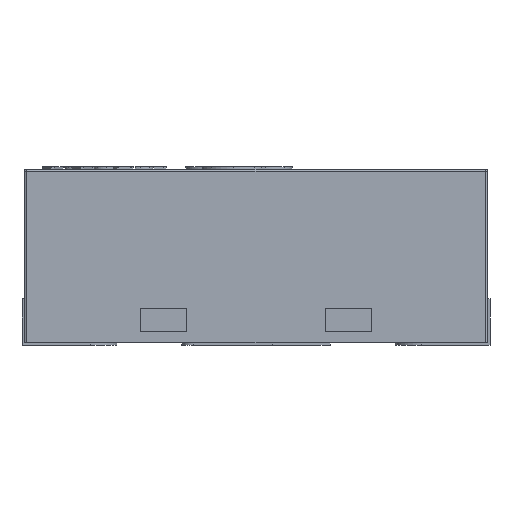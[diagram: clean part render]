
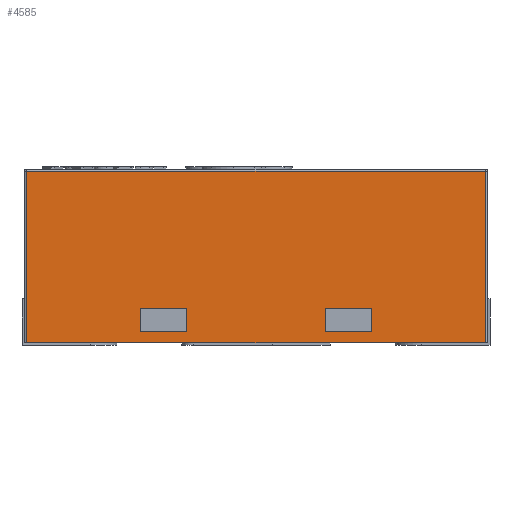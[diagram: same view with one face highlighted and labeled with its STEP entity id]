
A CAD part, left-side view. The second image highlights one B-rep face of the part: STEP entity #4585.
In plain terms, the highlighted planar face has unit normal (-1, 0, 0).
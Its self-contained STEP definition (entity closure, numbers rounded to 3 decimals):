
#3 = VERTEX_POINT ( 'NONE', #6107 ) ;
#242 = VECTOR ( 'NONE', #1600, 1000. ) ;
#869 = DIRECTION ( 'NONE',  ( 0., -1., 0. ) ) ;
#1106 = VECTOR ( 'NONE', #5257, 1000. ) ;
#1169 = LINE ( 'NONE', #9659, #14245 ) ;
#1498 = VECTOR ( 'NONE', #17136, 1000. ) ;
#1510 = CARTESIAN_POINT ( 'NONE',  ( -1., -0.5, -0.6 ) ) ;
#1555 = EDGE_CURVE ( 'NONE', #12980, #10012, #1769, .T. ) ;
#1600 = DIRECTION ( 'NONE',  ( 0., 1., 0. ) ) ;
#1718 = CARTESIAN_POINT ( 'NONE',  ( -1., -0.3, -0.6 ) ) ;
#1769 = LINE ( 'NONE', #13357, #5025 ) ;
#2066 = DIRECTION ( 'NONE',  ( -1., 0., 0. ) ) ;
#2082 = EDGE_LOOP ( 'NONE', ( #4804, #18630, #14375, #12802 ) ) ;
#2917 = EDGE_CURVE ( 'NONE', #7243, #9131, #16463, .T. ) ;
#3465 = DIRECTION ( 'NONE',  ( 0., 0., -1. ) ) ;
#3647 = VECTOR ( 'NONE', #3745, 1000. ) ;
#3745 = DIRECTION ( 'NONE',  ( 0., 0., 1. ) ) ;
#3892 = CARTESIAN_POINT ( 'NONE',  ( -1., -0.99, -0.75 ) ) ;
#3927 = LINE ( 'NONE', #7827, #1106 ) ;
#3936 = DIRECTION ( 'NONE',  ( 0., 1., 0. ) ) ;
#4253 = VECTOR ( 'NONE', #4422, 1000. ) ;
#4389 = EDGE_CURVE ( 'NONE', #14347, #4704, #17080, .T. ) ;
#4422 = DIRECTION ( 'NONE',  ( 0., 0., 1. ) ) ;
#4585 = ADVANCED_FACE ( 'NONE', ( #9037, #5978, #11756 ), #7394, .T. ) ;
#4704 = VERTEX_POINT ( 'NONE', #8427 ) ;
#4804 = ORIENTED_EDGE ( 'NONE', *, *, #17425, .T. ) ;
#4994 = DIRECTION ( 'NONE',  ( 0., 0., -1. ) ) ;
#5025 = VECTOR ( 'NONE', #3465, 1000. ) ;
#5132 = ORIENTED_EDGE ( 'NONE', *, *, #9045, .T. ) ;
#5257 = DIRECTION ( 'NONE',  ( 0., 1., 0. ) ) ;
#5774 = AXIS2_PLACEMENT_3D ( 'NONE', #16298, #2066, #13822 ) ;
#5887 = CARTESIAN_POINT ( 'NONE',  ( -1., 0.5, -0.6 ) ) ;
#5978 = FACE_BOUND ( 'NONE', #2082, .T. ) ;
#6107 = CARTESIAN_POINT ( 'NONE',  ( -1., -0.99, -0.75 ) ) ;
#6201 = CARTESIAN_POINT ( 'NONE',  ( -1., 0.5, -0.7 ) ) ;
#6356 = VECTOR ( 'NONE', #6931, 1000. ) ;
#6391 = EDGE_CURVE ( 'NONE', #8187, #7243, #11567, .T. ) ;
#6746 = EDGE_CURVE ( 'NONE', #9131, #14579, #3927, .T. ) ;
#6931 = DIRECTION ( 'NONE',  ( 0., 0., 1. ) ) ;
#7243 = VERTEX_POINT ( 'NONE', #12425 ) ;
#7356 = CARTESIAN_POINT ( 'NONE',  ( -1., -0.3, -0.6 ) ) ;
#7394 = PLANE ( 'NONE',  #5774 ) ;
#7398 = VERTEX_POINT ( 'NONE', #1510 ) ;
#7602 = VERTEX_POINT ( 'NONE', #1718 ) ;
#7827 = CARTESIAN_POINT ( 'NONE',  ( -1., 0.5, -0.7 ) ) ;
#7930 = CARTESIAN_POINT ( 'NONE',  ( -1., -0.5, -0.6 ) ) ;
#8187 = VERTEX_POINT ( 'NONE', #11025 ) ;
#8427 = CARTESIAN_POINT ( 'NONE',  ( -1., -0.3, -0.7 ) ) ;
#8623 = ORIENTED_EDGE ( 'NONE', *, *, #9484, .T. ) ;
#8673 = CARTESIAN_POINT ( 'NONE',  ( -1., 0.99, -0.01 ) ) ;
#9037 = FACE_BOUND ( 'NONE', #18445, .T. ) ;
#9045 = EDGE_CURVE ( 'NONE', #14188, #12980, #1169, .T. ) ;
#9131 = VERTEX_POINT ( 'NONE', #15973 ) ;
#9484 = EDGE_CURVE ( 'NONE', #3, #14188, #14227, .T. ) ;
#9659 = CARTESIAN_POINT ( 'NONE',  ( -1., 1., -0.01 ) ) ;
#10012 = VERTEX_POINT ( 'NONE', #11366 ) ;
#10693 = DIRECTION ( 'NONE',  ( 0., 0., -1. ) ) ;
#10967 = EDGE_CURVE ( 'NONE', #10012, #3, #18753, .T. ) ;
#11025 = CARTESIAN_POINT ( 'NONE',  ( -1., 0.5, -0.6 ) ) ;
#11035 = CARTESIAN_POINT ( 'NONE',  ( -1., -0.5, -0.6 ) ) ;
#11213 = CARTESIAN_POINT ( 'NONE',  ( -1., -0.5, -0.7 ) ) ;
#11317 = EDGE_CURVE ( 'NONE', #4704, #7602, #15971, .T. ) ;
#11328 = CARTESIAN_POINT ( 'NONE',  ( -1., -0.5, -0.7 ) ) ;
#11366 = CARTESIAN_POINT ( 'NONE',  ( -1., 0.99, -0.75 ) ) ;
#11567 = LINE ( 'NONE', #5887, #13558 ) ;
#11657 = DIRECTION ( 'NONE',  ( 0., -1., 0. ) ) ;
#11756 = FACE_OUTER_BOUND ( 'NONE', #15193, .T. ) ;
#11962 = ORIENTED_EDGE ( 'NONE', *, *, #2917, .T. ) ;
#12050 = EDGE_CURVE ( 'NONE', #7398, #14347, #12387, .T. ) ;
#12114 = EDGE_CURVE ( 'NONE', #14579, #8187, #12201, .T. ) ;
#12201 = LINE ( 'NONE', #18261, #3647 ) ;
#12297 = ORIENTED_EDGE ( 'NONE', *, *, #1555, .T. ) ;
#12387 = LINE ( 'NONE', #7930, #12437 ) ;
#12425 = CARTESIAN_POINT ( 'NONE',  ( -1., 0.3, -0.6 ) ) ;
#12437 = VECTOR ( 'NONE', #10693, 1000. ) ;
#12802 = ORIENTED_EDGE ( 'NONE', *, *, #11317, .T. ) ;
#12913 = VECTOR ( 'NONE', #4994, 1000. ) ;
#12980 = VERTEX_POINT ( 'NONE', #8673 ) ;
#13357 = CARTESIAN_POINT ( 'NONE',  ( -1., 0.99, -0.75 ) ) ;
#13558 = VECTOR ( 'NONE', #11657, 1000. ) ;
#13560 = CARTESIAN_POINT ( 'NONE',  ( -1., 0.3, -0.6 ) ) ;
#13822 = DIRECTION ( 'NONE',  ( 0., -1., 0. ) ) ;
#14188 = VERTEX_POINT ( 'NONE', #17502 ) ;
#14200 = CARTESIAN_POINT ( 'NONE',  ( -1., 1., -0.75 ) ) ;
#14227 = LINE ( 'NONE', #3892, #6356 ) ;
#14245 = VECTOR ( 'NONE', #3936, 1000. ) ;
#14347 = VERTEX_POINT ( 'NONE', #11328 ) ;
#14375 = ORIENTED_EDGE ( 'NONE', *, *, #4389, .T. ) ;
#14579 = VERTEX_POINT ( 'NONE', #6201 ) ;
#15193 = EDGE_LOOP ( 'NONE', ( #15250, #8623, #5132, #12297 ) ) ;
#15250 = ORIENTED_EDGE ( 'NONE', *, *, #10967, .T. ) ;
#15971 = LINE ( 'NONE', #7356, #4253 ) ;
#15973 = CARTESIAN_POINT ( 'NONE',  ( -1., 0.3, -0.7 ) ) ;
#16298 = CARTESIAN_POINT ( 'NONE',  ( -1., 1., -0.75 ) ) ;
#16463 = LINE ( 'NONE', #13560, #12913 ) ;
#16562 = ORIENTED_EDGE ( 'NONE', *, *, #6746, .T. ) ;
#17080 = LINE ( 'NONE', #11213, #242 ) ;
#17084 = VECTOR ( 'NONE', #869, 1000. ) ;
#17136 = DIRECTION ( 'NONE',  ( 0., -1., 0. ) ) ;
#17360 = ORIENTED_EDGE ( 'NONE', *, *, #12114, .T. ) ;
#17425 = EDGE_CURVE ( 'NONE', #7602, #7398, #18425, .T. ) ;
#17502 = CARTESIAN_POINT ( 'NONE',  ( -1., -0.99, -0.01 ) ) ;
#18192 = ORIENTED_EDGE ( 'NONE', *, *, #6391, .T. ) ;
#18261 = CARTESIAN_POINT ( 'NONE',  ( -1., 0.5, -0.6 ) ) ;
#18425 = LINE ( 'NONE', #11035, #17084 ) ;
#18445 = EDGE_LOOP ( 'NONE', ( #18192, #11962, #16562, #17360 ) ) ;
#18630 = ORIENTED_EDGE ( 'NONE', *, *, #12050, .T. ) ;
#18753 = LINE ( 'NONE', #14200, #1498 ) ;
